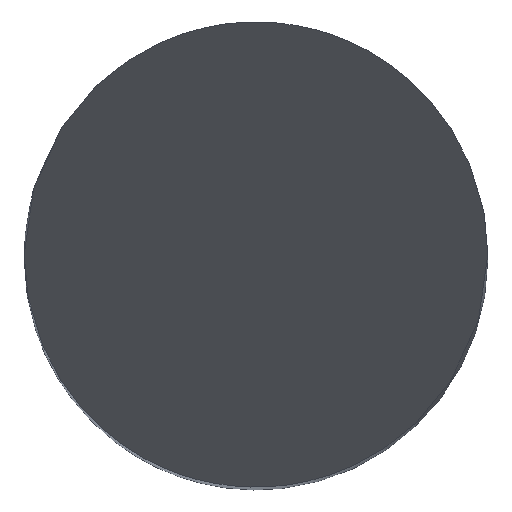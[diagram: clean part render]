
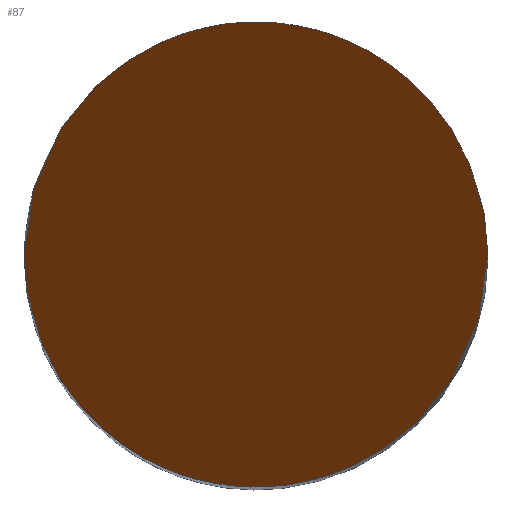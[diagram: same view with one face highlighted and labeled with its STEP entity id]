
A CAD part, top view. The second image highlights one B-rep face of the part: STEP entity #87.
In plain terms, the highlighted planar face has unit normal (0, -0.866, 0.5).
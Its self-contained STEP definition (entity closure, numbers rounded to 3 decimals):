
#58=PLANE('',#570);
#87=ADVANCED_FACE('',(#125),#58,.F.);
#125=FACE_OUTER_BOUND('',#155,.T.);
#155=EDGE_LOOP('',(#283,#284));
#178=(
BOUNDED_CURVE()
B_SPLINE_CURVE(3,(#731,#732,#733,#734),.UNSPECIFIED.,.F.,.F.)
B_SPLINE_CURVE_WITH_KNOTS((4,4),(0.,1.),.UNSPECIFIED.)
CURVE()
GEOMETRIC_REPRESENTATION_ITEM()
RATIONAL_B_SPLINE_CURVE((1.,0.333,0.333,1.))
REPRESENTATION_ITEM('')
);
#179=(
BOUNDED_CURVE()
B_SPLINE_CURVE(3,(#757,#758,#759,#760),.UNSPECIFIED.,.F.,.F.)
B_SPLINE_CURVE_WITH_KNOTS((4,4),(0.,1.),.UNSPECIFIED.)
CURVE()
GEOMETRIC_REPRESENTATION_ITEM()
RATIONAL_B_SPLINE_CURVE((1.,0.333,0.333,1.))
REPRESENTATION_ITEM('')
);
#283=ORIENTED_EDGE('',*,*,#361,.F.);
#284=ORIENTED_EDGE('',*,*,#365,.F.);
#319=VERTEX_POINT('',#729);
#321=VERTEX_POINT('',#735);
#361=EDGE_CURVE('',#319,#321,#178,.T.);
#365=EDGE_CURVE('',#321,#319,#179,.T.);
#570=AXIS2_PLACEMENT_3D('',#975,#670,#671);
#670=DIRECTION('',(0.,0.866,-0.5));
#671=DIRECTION('',(0.,0.5,0.866));
#729=CARTESIAN_POINT('',(-2.,0.,0.));
#731=CARTESIAN_POINT('',(-2.,0.,0.));
#732=CARTESIAN_POINT('',(-2.,4.,6.928));
#733=CARTESIAN_POINT('',(2.,4.,6.928));
#734=CARTESIAN_POINT('',(2.,0.,0.));
#735=CARTESIAN_POINT('',(2.,0.,0.));
#757=CARTESIAN_POINT('',(2.,0.,0.));
#758=CARTESIAN_POINT('',(2.,-4.,-6.928));
#759=CARTESIAN_POINT('',(-2.,-4.,-6.928));
#760=CARTESIAN_POINT('',(-2.,0.,0.));
#975=CARTESIAN_POINT('',(2.,2.,3.464));
